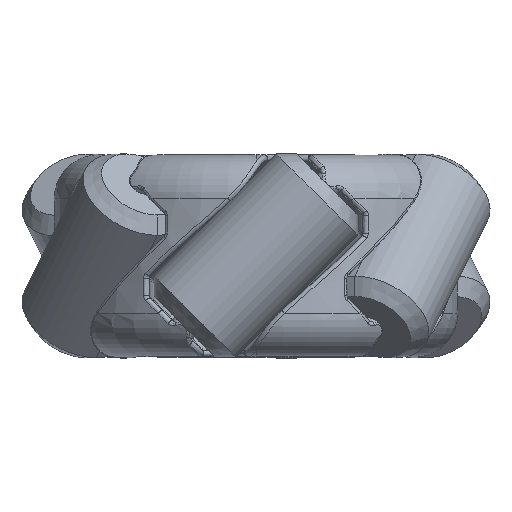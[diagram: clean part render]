
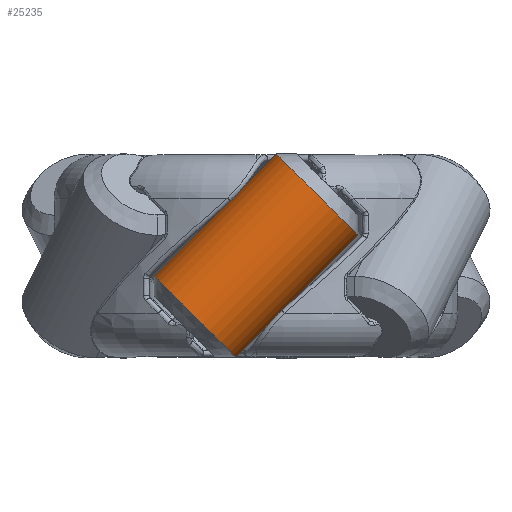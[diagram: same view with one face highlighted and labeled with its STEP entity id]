
A CAD part, top view. The second image highlights one B-rep face of the part: STEP entity #25235.
In plain terms, the highlighted cylindrical face has radius 6.35 mm (diameter 12.7 mm), a partial arc.
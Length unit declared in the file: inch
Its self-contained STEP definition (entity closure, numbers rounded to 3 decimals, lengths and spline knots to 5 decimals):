
#1373 = VERTEX_POINT ( 'NONE', #13476 ) ;
#2006 = AXIS2_PLACEMENT_3D ( 'NONE', #15612, #8611, #13349 ) ;
#2662 = ORIENTED_EDGE ( 'NONE', *, *, #4570, .T. ) ;
#2739 = AXIS2_PLACEMENT_3D ( 'NONE', #6402, #20727, #13489 ) ;
#4570 = EDGE_CURVE ( 'NONE', #19774, #1373, #22139, .T. ) ;
#4844 = DIRECTION ( 'NONE',  ( 0.707, 0.707, 0. ) ) ;
#6402 = CARTESIAN_POINT ( 'NONE',  ( 0.30936, 0.30936, 0.75 ) ) ;
#8611 = DIRECTION ( 'NONE',  ( 0.707, 0.707, 0. ) ) ;
#10417 = EDGE_CURVE ( 'NONE', #1373, #21554, #11861, .T. ) ;
#10601 = EDGE_CURVE ( 'NONE', #13477, #21554, #10759, .T. ) ;
#10759 = CIRCLE ( 'NONE', #2006, 0.25 ) ;
#11551 = CARTESIAN_POINT ( 'NONE',  ( -0.44194, -0.08839, 0.75 ) ) ;
#11861 = LINE ( 'NONE', #13050, #19262 ) ;
#12806 = LINE ( 'NONE', #24109, #14282 ) ;
#13019 = CARTESIAN_POINT ( 'NONE',  ( 0.44194, 0.08839, 0.75 ) ) ;
#13050 = CARTESIAN_POINT ( 'NONE',  ( 0.48614, 0.13258, 0.75 ) ) ;
#13099 = AXIS2_PLACEMENT_3D ( 'NONE', #19022, #4844, #18814 ) ;
#13349 = DIRECTION ( 'NONE',  ( -0.707, 0.707, 0. ) ) ;
#13476 = CARTESIAN_POINT ( 'NONE',  ( -0.08839, -0.44194, 0.75 ) ) ;
#13477 = VERTEX_POINT ( 'NONE', #26473 ) ;
#13489 = DIRECTION ( 'NONE',  ( -0.707, 0.707, 0. ) ) ;
#14030 = EDGE_LOOP ( 'NONE', ( #2662, #15639, #17844, #15472 ) ) ;
#14282 = VECTOR ( 'NONE', #28877, 39.37008 ) ;
#15376 = FACE_OUTER_BOUND ( 'NONE', #14030, .T. ) ;
#15472 = ORIENTED_EDGE ( 'NONE', *, *, #17508, .F. ) ;
#15612 = CARTESIAN_POINT ( 'NONE',  ( 0.26517, 0.26517, 0.75 ) ) ;
#15639 = ORIENTED_EDGE ( 'NONE', *, *, #10417, .T. ) ;
#17508 = EDGE_CURVE ( 'NONE', #19774, #13477, #12806, .T. ) ;
#17844 = ORIENTED_EDGE ( 'NONE', *, *, #10601, .F. ) ;
#17951 = CYLINDRICAL_SURFACE ( 'NONE', #2739, 0.25 ) ;
#18814 = DIRECTION ( 'NONE',  ( -0.707, 0.707, 0. ) ) ;
#19022 = CARTESIAN_POINT ( 'NONE',  ( -0.26517, -0.26517, 0.75 ) ) ;
#19262 = VECTOR ( 'NONE', #26776, 39.37008 ) ;
#19774 = VERTEX_POINT ( 'NONE', #11551 ) ;
#20727 = DIRECTION ( 'NONE',  ( 0.707, 0.707, 0. ) ) ;
#21554 = VERTEX_POINT ( 'NONE', #13019 ) ;
#22139 = CIRCLE ( 'NONE', #13099, 0.25 ) ;
#24109 = CARTESIAN_POINT ( 'NONE',  ( 0.13258, 0.48614, 0.75 ) ) ;
#25235 = ADVANCED_FACE ( 'NONE', ( #15376 ), #17951, .T. ) ;
#26473 = CARTESIAN_POINT ( 'NONE',  ( 0.08839, 0.44194, 0.75 ) ) ;
#26776 = DIRECTION ( 'NONE',  ( 0.707, 0.707, 0. ) ) ;
#28877 = DIRECTION ( 'NONE',  ( 0.707, 0.707, 0. ) ) ;
